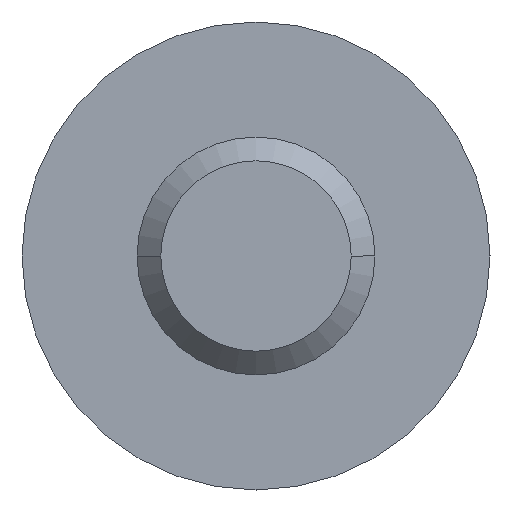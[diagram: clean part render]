
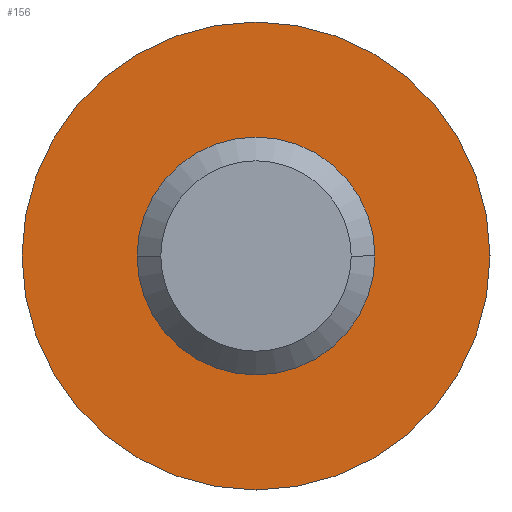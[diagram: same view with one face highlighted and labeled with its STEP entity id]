
A CAD part, front view. The second image highlights one B-rep face of the part: STEP entity #156.
In plain terms, the highlighted planar face has unit normal (0, -1, 0).
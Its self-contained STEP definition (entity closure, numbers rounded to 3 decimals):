
#12 = AXIS2_PLACEMENT_3D ( 'NONE', #346, #450, #70 ) ;
#17 = EDGE_CURVE ( 'NONE', #158, #181, #330, .T. ) ;
#70 = DIRECTION ( 'NONE',  ( -1., 0., 0. ) ) ;
#78 = CARTESIAN_POINT ( 'NONE',  ( -2.95, 20., 0. ) ) ;
#87 = ORIENTED_EDGE ( 'NONE', *, *, #17, .F. ) ;
#90 = ORIENTED_EDGE ( 'NONE', *, *, #285, .T. ) ;
#100 = ORIENTED_EDGE ( 'NONE', *, *, #333, .F. ) ;
#101 = CARTESIAN_POINT ( 'NONE',  ( 2.95, 20., 0. ) ) ;
#107 = PLANE ( 'NONE',  #239 ) ;
#121 = CARTESIAN_POINT ( 'NONE',  ( 0., 20., 0. ) ) ;
#124 = CARTESIAN_POINT ( 'NONE',  ( 0., 20., 0. ) ) ;
#135 = AXIS2_PLACEMENT_3D ( 'NONE', #121, #297, #342 ) ;
#151 = CARTESIAN_POINT ( 'NONE',  ( 1.5, 20., 0. ) ) ;
#156 = ADVANCED_FACE ( 'NONE', ( #279, #205 ), #107, .F. ) ;
#158 = VERTEX_POINT ( 'NONE', #78 ) ;
#170 = CARTESIAN_POINT ( 'NONE',  ( 0., 20., 0. ) ) ;
#181 = VERTEX_POINT ( 'NONE', #101 ) ;
#183 = EDGE_LOOP ( 'NONE', ( #90, #197 ) ) ;
#195 = EDGE_CURVE ( 'NONE', #295, #349, #397, .T. ) ;
#197 = ORIENTED_EDGE ( 'NONE', *, *, #195, .T. ) ;
#198 = EDGE_LOOP ( 'NONE', ( #87, #100 ) ) ;
#205 = FACE_BOUND ( 'NONE', #183, .T. ) ;
#209 = DIRECTION ( 'NONE',  ( -1., 0., 0. ) ) ;
#239 = AXIS2_PLACEMENT_3D ( 'NONE', #247, #242, #209 ) ;
#242 = DIRECTION ( 'NONE',  ( 0., 1., 0. ) ) ;
#243 = AXIS2_PLACEMENT_3D ( 'NONE', #170, #313, #416 ) ;
#247 = CARTESIAN_POINT ( 'NONE',  ( 1.5, 20., 0. ) ) ;
#261 = DIRECTION ( 'NONE',  ( 0., 1., 0. ) ) ;
#279 = FACE_OUTER_BOUND ( 'NONE', #198, .T. ) ;
#283 = CARTESIAN_POINT ( 'NONE',  ( -1.5, 20., 0. ) ) ;
#285 = EDGE_CURVE ( 'NONE', #349, #295, #341, .T. ) ;
#295 = VERTEX_POINT ( 'NONE', #151 ) ;
#296 = CIRCLE ( 'NONE', #364, 2.95 ) ;
#297 = DIRECTION ( 'NONE',  ( 0., 1., 0. ) ) ;
#313 = DIRECTION ( 'NONE',  ( 0., 1., 0. ) ) ;
#330 = CIRCLE ( 'NONE', #243, 2.95 ) ;
#333 = EDGE_CURVE ( 'NONE', #181, #158, #296, .T. ) ;
#341 = CIRCLE ( 'NONE', #135, 1.5 ) ;
#342 = DIRECTION ( 'NONE',  ( -1., 0., 0. ) ) ;
#346 = CARTESIAN_POINT ( 'NONE',  ( 0., 20., 0. ) ) ;
#349 = VERTEX_POINT ( 'NONE', #283 ) ;
#364 = AXIS2_PLACEMENT_3D ( 'NONE', #124, #261, #408 ) ;
#397 = CIRCLE ( 'NONE', #12, 1.5 ) ;
#408 = DIRECTION ( 'NONE',  ( -1., 0., 0. ) ) ;
#416 = DIRECTION ( 'NONE',  ( -1., 0., 0. ) ) ;
#450 = DIRECTION ( 'NONE',  ( 0., 1., 0. ) ) ;
